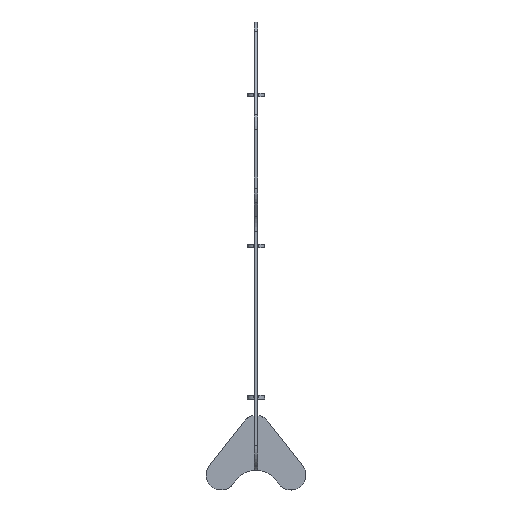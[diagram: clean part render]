
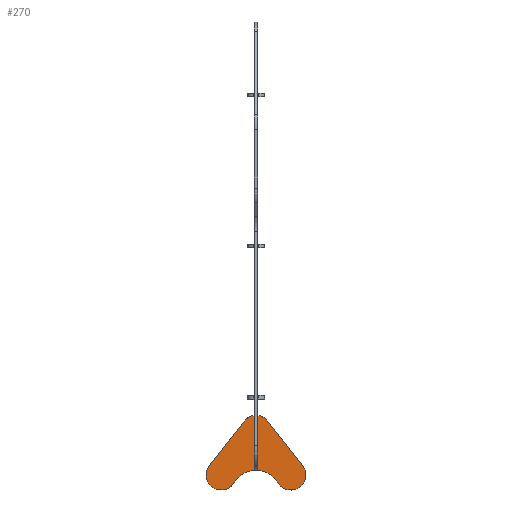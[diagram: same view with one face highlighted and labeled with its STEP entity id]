
A CAD part, left-side view. The second image highlights one B-rep face of the part: STEP entity #270.
In plain terms, the highlighted planar face has unit normal (-1, 0, 0).
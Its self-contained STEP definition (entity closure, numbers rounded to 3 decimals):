
#270=ADVANCED_FACE('',(#498),#3688,.T.);
#498=FACE_OUTER_BOUND('',#730,.T.);
#730=EDGE_LOOP('',(#1977,#1978,#1979,#1980,#1981,#1982,#1983,#1984,#1985,
#1986,#1987,#1988,#1989,#1990));
#1977=ORIENTED_EDGE('',*,*,#2581,.T.);
#1978=ORIENTED_EDGE('',*,*,#2585,.T.);
#1979=ORIENTED_EDGE('',*,*,#2588,.T.);
#1980=ORIENTED_EDGE('',*,*,#2591,.T.);
#1981=ORIENTED_EDGE('',*,*,#2594,.T.);
#1982=ORIENTED_EDGE('',*,*,#2597,.T.);
#1983=ORIENTED_EDGE('',*,*,#2600,.T.);
#1984=ORIENTED_EDGE('',*,*,#2603,.T.);
#1985=ORIENTED_EDGE('',*,*,#2606,.T.);
#1986=ORIENTED_EDGE('',*,*,#2609,.T.);
#1987=ORIENTED_EDGE('',*,*,#2612,.T.);
#1988=ORIENTED_EDGE('',*,*,#2615,.T.);
#1989=ORIENTED_EDGE('',*,*,#2618,.T.);
#1990=ORIENTED_EDGE('',*,*,#2620,.T.);
#2581=EDGE_CURVE('',#3646,#3645,#3211,.T.);
#2585=EDGE_CURVE('',#3645,#3648,#3215,.T.);
#2588=EDGE_CURVE('',#3648,#3650,#3218,.T.);
#2591=EDGE_CURVE('',#3650,#3652,#3221,.T.);
#2594=EDGE_CURVE('',#3652,#3654,#3224,.T.);
#2597=EDGE_CURVE('',#3654,#3656,#3227,.T.);
#2600=EDGE_CURVE('',#3656,#3658,#3230,.T.);
#2603=EDGE_CURVE('',#3658,#3660,#3233,.T.);
#2606=EDGE_CURVE('',#3660,#3662,#3236,.T.);
#2609=EDGE_CURVE('',#3662,#3664,#3239,.T.);
#2612=EDGE_CURVE('',#3664,#3666,#3242,.T.);
#2615=EDGE_CURVE('',#3666,#3668,#3245,.T.);
#2618=EDGE_CURVE('',#3668,#3670,#3248,.T.);
#2620=EDGE_CURVE('',#3670,#3646,#3250,.T.);
#3211=(
BOUNDED_CURVE()
B_SPLINE_CURVE(2,(#7790,#7791,#7792,#7793,#7794),.UNSPECIFIED.,.F.,.F.)
B_SPLINE_CURVE_WITH_KNOTS((3,2,3),(-1390.503,-1388.147,
-1385.791),.UNSPECIFIED.)
CURVE()
GEOMETRIC_REPRESENTATION_ITEM()
RATIONAL_B_SPLINE_CURVE((1.,0.707,1.,0.707,
1.))
REPRESENTATION_ITEM('')
);
#3215=(
BOUNDED_CURVE()
B_SPLINE_CURVE(2,(#7802,#7803,#7804),.UNSPECIFIED.,.F.,.F.)
B_SPLINE_CURVE_WITH_KNOTS((3,3),(-1385.791,-1376.391),
 .UNSPECIFIED.)
CURVE()
GEOMETRIC_REPRESENTATION_ITEM()
RATIONAL_B_SPLINE_CURVE((1.,1.,1.))
REPRESENTATION_ITEM('')
);
#3218=(
BOUNDED_CURVE()
B_SPLINE_CURVE(2,(#7812,#7813,#7814,#7815,#7816),.UNSPECIFIED.,.F.,.F.)
B_SPLINE_CURVE_WITH_KNOTS((3,2,3),(-1376.391,-1374.035,
-1371.679),.UNSPECIFIED.)
CURVE()
GEOMETRIC_REPRESENTATION_ITEM()
RATIONAL_B_SPLINE_CURVE((1.,0.707,1.,0.707,
1.))
REPRESENTATION_ITEM('')
);
#3221=(
BOUNDED_CURVE()
B_SPLINE_CURVE(2,(#7822,#7823,#7824),.UNSPECIFIED.,.F.,.F.)
B_SPLINE_CURVE_WITH_KNOTS((3,3),(-1371.679,-1261.608),
 .UNSPECIFIED.)
CURVE()
GEOMETRIC_REPRESENTATION_ITEM()
RATIONAL_B_SPLINE_CURVE((1.,1.,1.))
REPRESENTATION_ITEM('')
);
#3224=(
BOUNDED_CURVE()
B_SPLINE_CURVE(2,(#7830,#7831,#7832),.UNSPECIFIED.,.F.,.F.)
B_SPLINE_CURVE_WITH_KNOTS((3,3),(-1261.608,-1214.822),
 .UNSPECIFIED.)
CURVE()
GEOMETRIC_REPRESENTATION_ITEM()
RATIONAL_B_SPLINE_CURVE((1.,0.925,1.))
REPRESENTATION_ITEM('')
);
#3227=(
BOUNDED_CURVE()
B_SPLINE_CURVE(2,(#7838,#7839,#7840),.UNSPECIFIED.,.F.,.F.)
B_SPLINE_CURVE_WITH_KNOTS((3,3),(-1214.822,-986.786),
 .UNSPECIFIED.)
CURVE()
GEOMETRIC_REPRESENTATION_ITEM()
RATIONAL_B_SPLINE_CURVE((1.,1.,1.))
REPRESENTATION_ITEM('')
);
#3230=(
BOUNDED_CURVE()
B_SPLINE_CURVE(2,(#7848,#7849,#7850,#7851,#7852),.UNSPECIFIED.,.F.,.F.)
B_SPLINE_CURVE_WITH_KNOTS((3,2,3),(-986.786,-892.539,
-798.291),.UNSPECIFIED.)
CURVE()
GEOMETRIC_REPRESENTATION_ITEM()
RATIONAL_B_SPLINE_CURVE((1.,0.711,1.011,0.711,
1.))
REPRESENTATION_ITEM('')
);
#3233=(
BOUNDED_CURVE()
B_SPLINE_CURVE(2,(#7858,#7859,#7860),.UNSPECIFIED.,.F.,.F.)
B_SPLINE_CURVE_WITH_KNOTS((3,3),(-798.291,-775.97),
 .UNSPECIFIED.)
CURVE()
GEOMETRIC_REPRESENTATION_ITEM()
RATIONAL_B_SPLINE_CURVE((1.,1.,1.))
REPRESENTATION_ITEM('')
);
#3236=(
BOUNDED_CURVE()
B_SPLINE_CURVE(2,(#7868,#7869,#7870,#7871,#7872),.UNSPECIFIED.,.F.,.F.)
B_SPLINE_CURVE_WITH_KNOTS((3,2,3),(-775.97,-684.995,
-594.019),.UNSPECIFIED.)
CURVE()
GEOMETRIC_REPRESENTATION_ITEM()
RATIONAL_B_SPLINE_CURVE((1.,0.903,1.011,0.903,
1.))
REPRESENTATION_ITEM('')
);
#3239=(
BOUNDED_CURVE()
B_SPLINE_CURVE(2,(#7878,#7879,#7880),.UNSPECIFIED.,.F.,.F.)
B_SPLINE_CURVE_WITH_KNOTS((3,3),(-594.019,-571.699),
 .UNSPECIFIED.)
CURVE()
GEOMETRIC_REPRESENTATION_ITEM()
RATIONAL_B_SPLINE_CURVE((1.,1.,1.))
REPRESENTATION_ITEM('')
);
#3242=(
BOUNDED_CURVE()
B_SPLINE_CURVE(2,(#7888,#7889,#7890,#7891,#7892),.UNSPECIFIED.,.F.,.F.)
B_SPLINE_CURVE_WITH_KNOTS((3,2,3),(-571.699,-477.451,-383.203),
 .UNSPECIFIED.)
CURVE()
GEOMETRIC_REPRESENTATION_ITEM()
RATIONAL_B_SPLINE_CURVE((1.,0.711,1.011,0.711,
1.))
REPRESENTATION_ITEM('')
);
#3245=(
BOUNDED_CURVE()
B_SPLINE_CURVE(2,(#7898,#7899,#7900),.UNSPECIFIED.,.F.,.F.)
B_SPLINE_CURVE_WITH_KNOTS((3,3),(-383.203,-155.168),
 .UNSPECIFIED.)
CURVE()
GEOMETRIC_REPRESENTATION_ITEM()
RATIONAL_B_SPLINE_CURVE((1.,1.,1.))
REPRESENTATION_ITEM('')
);
#3248=(
BOUNDED_CURVE()
B_SPLINE_CURVE(2,(#7906,#7907,#7908),.UNSPECIFIED.,.F.,.F.)
B_SPLINE_CURVE_WITH_KNOTS((3,3),(-155.168,-108.382),
 .UNSPECIFIED.)
CURVE()
GEOMETRIC_REPRESENTATION_ITEM()
RATIONAL_B_SPLINE_CURVE((1.,0.925,1.))
REPRESENTATION_ITEM('')
);
#3250=(
BOUNDED_CURVE()
B_SPLINE_CURVE(2,(#7912,#7913,#7914),.UNSPECIFIED.,.F.,.F.)
B_SPLINE_CURVE_WITH_KNOTS((3,3),(-108.382,1.689),
 .UNSPECIFIED.)
CURVE()
GEOMETRIC_REPRESENTATION_ITEM()
RATIONAL_B_SPLINE_CURVE((1.,1.,1.))
REPRESENTATION_ITEM('')
);
#3645=VERTEX_POINT('',#7757);
#3646=VERTEX_POINT('',#7758);
#3648=VERTEX_POINT('',#7760);
#3650=VERTEX_POINT('',#7762);
#3652=VERTEX_POINT('',#7764);
#3654=VERTEX_POINT('',#7766);
#3656=VERTEX_POINT('',#7768);
#3658=VERTEX_POINT('',#7770);
#3660=VERTEX_POINT('',#7772);
#3662=VERTEX_POINT('',#7774);
#3664=VERTEX_POINT('',#7776);
#3666=VERTEX_POINT('',#7778);
#3668=VERTEX_POINT('',#7780);
#3670=VERTEX_POINT('',#7782);
#3688=PLANE('',#3936);
#3936=AXIS2_PLACEMENT_3D('',#7754,#3957,$);
#3957=DIRECTION('',(-1.,0.,0.));
#7754=CARTESIAN_POINT('',(4499.481,422.718,-37.387));
#7757=CARTESIAN_POINT('',(4499.481,168.018,189.485));
#7758=CARTESIAN_POINT('',(4499.481,165.018,189.485));
#7760=CARTESIAN_POINT('',(4499.481,177.418,189.485));
#7762=CARTESIAN_POINT('',(4499.481,180.418,189.485));
#7764=CARTESIAN_POINT('',(4499.481,180.418,299.555));
#7766=CARTESIAN_POINT('',(4499.481,220.079,276.888));
#7768=CARTESIAN_POINT('',(4499.481,360.079,96.888));
#7770=CARTESIAN_POINT('',(4499.481,265.356,23.215));
#7772=CARTESIAN_POINT('',(4499.481,251.653,40.834));
#7774=CARTESIAN_POINT('',(4499.481,93.782,40.834));
#7776=CARTESIAN_POINT('',(4499.481,80.079,23.215));
#7778=CARTESIAN_POINT('',(4499.481,-14.644,96.888));
#7780=CARTESIAN_POINT('',(4499.481,125.356,276.888));
#7782=CARTESIAN_POINT('',(4499.481,165.018,299.555));
#7790=CARTESIAN_POINT('',(4499.481,165.018,189.485));
#7791=CARTESIAN_POINT('',(4499.481,165.018,187.985));
#7792=CARTESIAN_POINT('',(4499.481,166.518,187.985));
#7793=CARTESIAN_POINT('',(4499.481,168.018,187.985));
#7794=CARTESIAN_POINT('',(4499.481,168.018,189.485));
#7802=CARTESIAN_POINT('',(4499.481,168.018,189.485));
#7803=CARTESIAN_POINT('',(4499.481,172.718,189.485));
#7804=CARTESIAN_POINT('',(4499.481,177.418,189.485));
#7812=CARTESIAN_POINT('',(4499.481,177.418,189.485));
#7813=CARTESIAN_POINT('',(4499.481,177.418,187.985));
#7814=CARTESIAN_POINT('',(4499.481,178.918,187.985));
#7815=CARTESIAN_POINT('',(4499.481,180.418,187.985));
#7816=CARTESIAN_POINT('',(4499.481,180.418,189.485));
#7822=CARTESIAN_POINT('',(4499.481,180.418,189.485));
#7823=CARTESIAN_POINT('',(4499.481,180.418,244.52));
#7824=CARTESIAN_POINT('',(4499.481,180.418,299.555));
#7830=CARTESIAN_POINT('',(4499.481,180.418,299.555));
#7831=CARTESIAN_POINT('',(4499.481,204.914,296.385));
#7832=CARTESIAN_POINT('',(4499.481,220.079,276.888));
#7838=CARTESIAN_POINT('',(4499.481,220.079,276.888));
#7839=CARTESIAN_POINT('',(4499.481,290.079,186.888));
#7840=CARTESIAN_POINT('',(4499.481,360.079,96.888));
#7848=CARTESIAN_POINT('',(4499.481,360.079,96.888));
#7849=CARTESIAN_POINT('',(4499.481,396.915,49.527));
#7850=CARTESIAN_POINT('',(4499.481,349.554,12.69));
#7851=CARTESIAN_POINT('',(4499.481,302.193,-24.146));
#7852=CARTESIAN_POINT('',(4499.481,265.356,23.215));
#7858=CARTESIAN_POINT('',(4499.481,265.356,23.215));
#7859=CARTESIAN_POINT('',(4499.481,258.505,32.024));
#7860=CARTESIAN_POINT('',(4499.481,251.653,40.834));
#7868=CARTESIAN_POINT('',(4499.481,251.653,40.834));
#7869=CARTESIAN_POINT('',(4499.481,221.626,79.44));
#7870=CARTESIAN_POINT('',(4499.481,172.718,79.44));
#7871=CARTESIAN_POINT('',(4499.481,123.809,79.44));
#7872=CARTESIAN_POINT('',(4499.481,93.782,40.834));
#7878=CARTESIAN_POINT('',(4499.481,93.782,40.834));
#7879=CARTESIAN_POINT('',(4499.481,86.93,32.024));
#7880=CARTESIAN_POINT('',(4499.481,80.079,23.215));
#7888=CARTESIAN_POINT('',(4499.481,80.079,23.215));
#7889=CARTESIAN_POINT('',(4499.481,43.242,-24.146));
#7890=CARTESIAN_POINT('',(4499.481,-4.119,12.69));
#7891=CARTESIAN_POINT('',(4499.481,-51.48,49.527));
#7892=CARTESIAN_POINT('',(4499.481,-14.644,96.888));
#7898=CARTESIAN_POINT('',(4499.481,-14.644,96.888));
#7899=CARTESIAN_POINT('',(4499.481,55.356,186.888));
#7900=CARTESIAN_POINT('',(4499.481,125.356,276.888));
#7906=CARTESIAN_POINT('',(4499.481,125.356,276.888));
#7907=CARTESIAN_POINT('',(4499.481,140.521,296.385));
#7908=CARTESIAN_POINT('',(4499.481,165.018,299.555));
#7912=CARTESIAN_POINT('',(4499.481,165.018,299.555));
#7913=CARTESIAN_POINT('',(4499.481,165.018,244.52));
#7914=CARTESIAN_POINT('',(4499.481,165.018,189.485));
